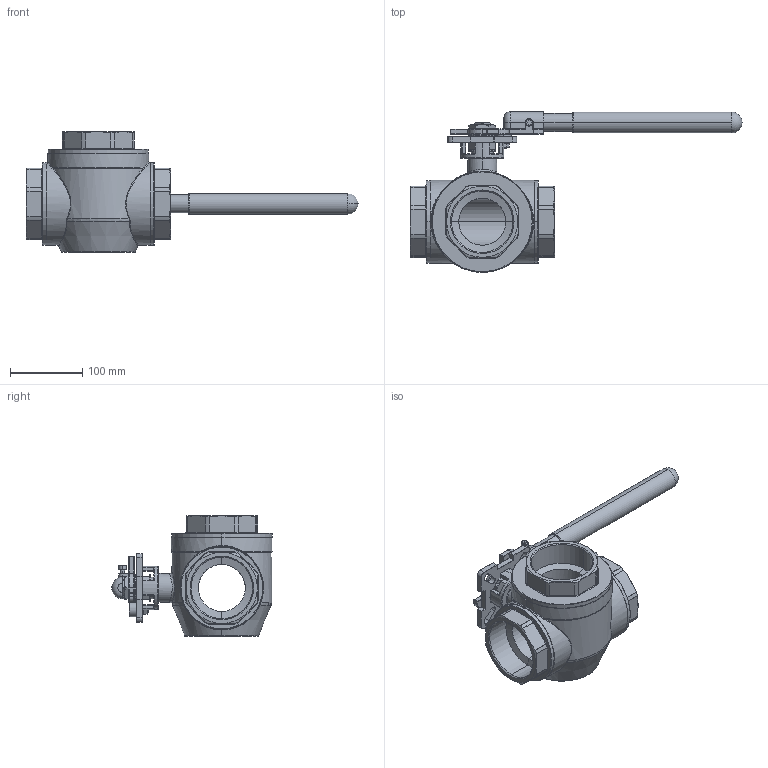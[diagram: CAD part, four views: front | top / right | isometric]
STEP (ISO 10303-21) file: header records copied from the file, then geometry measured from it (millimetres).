
FILE_DESCRIPTION (( 'STEP AP214' ), '1' );
FILE_NAME ('3W-300-00T-4 3-Wege-Kugelhahn 1803.STEP', '2018-03-16T13:02:23', ( '' ), ( '' ), 'SwSTEP 2.0', 'SolidWorks 2016', '' );
FILE_SCHEMA (( 'AUTOMOTIVE_DESIGN' ));
Length unit declared in the file: millimetre
Products named in the file (1): 3W-300-00T-4 3-Wege-Kugelhahn 1803
Bounding box: 459.5 x 222.5 x 167 mm (x, y, z)
Volume: 2016452.5 mm3; surface area: 261675.4 mm2
Topology: 1 solids, 2 shells, 1377 faces, 3407 edges, 2029 vertices
Faces by surface type: cylinder 415, plane 379, torus 234, bspline 227, sphere 63, cone 59
Entity records: 58011 total; most frequent: CARTESIAN_POINT 23582, ORIENTED_EDGE 6698, DIRECTION 6276, EDGE_CURVE 3349, AXIS2_PLACEMENT_3D 2414, VERTEX_POINT 2027, EDGE_LOOP 1458, LINE 1448
